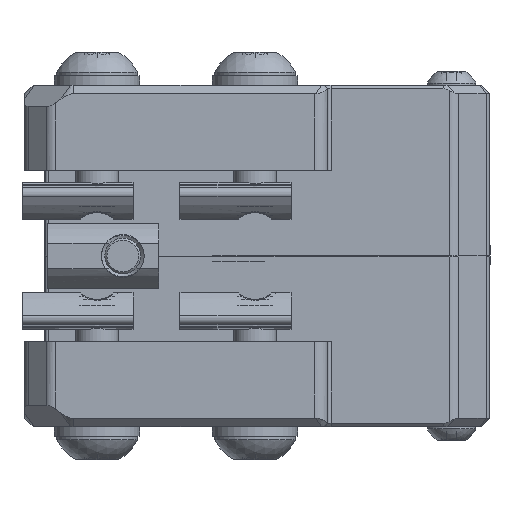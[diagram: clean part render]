
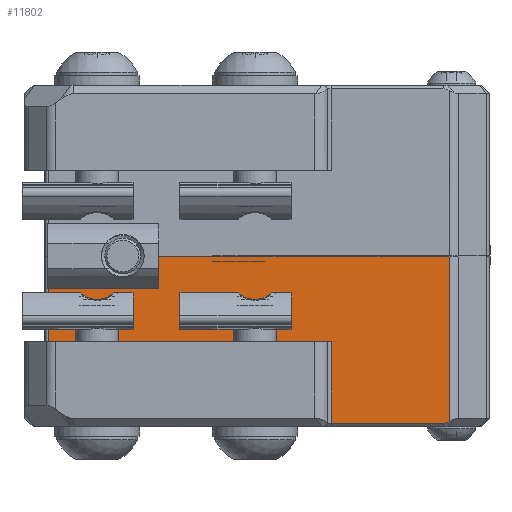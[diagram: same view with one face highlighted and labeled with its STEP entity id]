
A CAD part, left-side view. The second image highlights one B-rep face of the part: STEP entity #11802.
In plain terms, the highlighted planar face has unit normal (-1, 0, 0).
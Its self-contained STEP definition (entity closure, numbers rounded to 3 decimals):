
#765=PLANE('',#12701);
#993=FACE_OUTER_BOUND('',#1711,.T.);
#1711=EDGE_LOOP('',(#7977,#7978,#7979,#7980,#7981,#7982,#7983,#7984,#7985,
#7986,#7987,#7988));
#2490=B_SPLINE_CURVE_WITH_KNOTS('',3,(#17974,#17975,#17976,#17977,#17978,
#17979,#17980,#17981,#17982,#17983,#17984,#17985,#17986,#17987,#17988,#17989,
#17990,#17991,#17992,#17993,#17994,#17995,#17996,#17997,#17998,#17999,#18000,
#18001,#18002,#18003,#18004,#18005,#18006,#18007,#18008,#18009,#18010),
 .UNSPECIFIED.,.F.,.F.,(4,3,3,3,3,3,3,3,3,3,3,3,4),(0.069,
0.085,0.089,0.091,0.107,
0.123,0.138,0.152,0.153,
0.17,0.186,0.201,0.207),
 .UNSPECIFIED.);
#2747=LINE('',#17875,#3526);
#2748=LINE('',#17877,#3527);
#2749=LINE('',#17879,#3528);
#2760=LINE('',#17962,#3539);
#2761=LINE('',#17964,#3540);
#2762=LINE('',#17966,#3541);
#2763=LINE('',#17968,#3542);
#2764=LINE('',#17970,#3543);
#2765=LINE('',#17972,#3544);
#2766=LINE('',#18011,#3545);
#3526=VECTOR('',#14163,10.);
#3527=VECTOR('',#14164,10.);
#3528=VECTOR('',#14165,10.);
#3539=VECTOR('',#14220,10.);
#3540=VECTOR('',#14221,10.);
#3541=VECTOR('',#14222,10.);
#3542=VECTOR('',#14223,10.);
#3543=VECTOR('',#14224,10.);
#3544=VECTOR('',#14225,10.);
#3545=VECTOR('',#14226,10.);
#4316=CIRCLE('',#12702,2.6);
#4980=VERTEX_POINT('',#17872);
#4981=VERTEX_POINT('',#17874);
#4982=VERTEX_POINT('',#17876);
#4983=VERTEX_POINT('',#17878);
#5007=VERTEX_POINT('',#17959);
#5008=VERTEX_POINT('',#17961);
#5009=VERTEX_POINT('',#17963);
#5010=VERTEX_POINT('',#17965);
#5011=VERTEX_POINT('',#17967);
#5012=VERTEX_POINT('',#17969);
#5013=VERTEX_POINT('',#17971);
#5014=VERTEX_POINT('',#17973);
#6129=EDGE_CURVE('',#4981,#4980,#2747,.T.);
#6130=EDGE_CURVE('',#4982,#4981,#2748,.T.);
#6131=EDGE_CURVE('',#4982,#4983,#2749,.T.);
#6160=EDGE_CURVE('',#4980,#5007,#4316,.F.);
#6161=EDGE_CURVE('',#5007,#5008,#2760,.T.);
#6162=EDGE_CURVE('',#5009,#5008,#2761,.T.);
#6163=EDGE_CURVE('',#5009,#5010,#2762,.T.);
#6164=EDGE_CURVE('',#5011,#5010,#2763,.T.);
#6165=EDGE_CURVE('',#5012,#5011,#2764,.T.);
#6166=EDGE_CURVE('',#5013,#5012,#2765,.T.);
#6167=EDGE_CURVE('',#5014,#5013,#2490,.T.);
#6168=EDGE_CURVE('',#4983,#5014,#2766,.T.);
#7977=ORIENTED_EDGE('',*,*,#6129,.T.);
#7978=ORIENTED_EDGE('',*,*,#6160,.T.);
#7979=ORIENTED_EDGE('',*,*,#6161,.T.);
#7980=ORIENTED_EDGE('',*,*,#6162,.F.);
#7981=ORIENTED_EDGE('',*,*,#6163,.T.);
#7982=ORIENTED_EDGE('',*,*,#6164,.F.);
#7983=ORIENTED_EDGE('',*,*,#6165,.F.);
#7984=ORIENTED_EDGE('',*,*,#6166,.F.);
#7985=ORIENTED_EDGE('',*,*,#6167,.F.);
#7986=ORIENTED_EDGE('',*,*,#6168,.F.);
#7987=ORIENTED_EDGE('',*,*,#6131,.F.);
#7988=ORIENTED_EDGE('',*,*,#6130,.T.);
#11802=ADVANCED_FACE('',(#993),#765,.F.);
#12701=AXIS2_PLACEMENT_3D('',#17958,#14216,#14217);
#12702=AXIS2_PLACEMENT_3D('',#17960,#14218,#14219);
#14163=DIRECTION('',(0.,-1.,0.));
#14164=DIRECTION('',(0.,-1.,0.));
#14165=DIRECTION('',(0.,1.,0.));
#14216=DIRECTION('center_axis',(1.,0.,0.));
#14217=DIRECTION('ref_axis',(0.,1.,0.));
#14218=DIRECTION('center_axis',(-1.,0.,0.));
#14219=DIRECTION('ref_axis',(0.,1.,0.));
#14220=DIRECTION('',(0.,-1.,0.));
#14221=DIRECTION('',(0.,0.,-1.));
#14222=DIRECTION('',(0.,1.,0.));
#14223=DIRECTION('',(0.,-1.,0.));
#14224=DIRECTION('',(0.,0.,-1.));
#14225=DIRECTION('',(0.,-1.,0.));
#14226=DIRECTION('',(0.,0.,1.));
#17872=CARTESIAN_POINT('',(98.,-48.61,40.8));
#17874=CARTESIAN_POINT('',(98.,-33.741,40.8));
#17875=CARTESIAN_POINT('',(98.,-51.209,40.8));
#17876=CARTESIAN_POINT('',(98.,-27.21,40.8));
#17877=CARTESIAN_POINT('',(98.,-27.21,40.8));
#17878=CARTESIAN_POINT('',(98.,-12.967,40.8));
#17879=CARTESIAN_POINT('',(98.,-33.31,40.8));
#17958=CARTESIAN_POINT('Origin',(98.,-67.21,40.8));
#17959=CARTESIAN_POINT('',(98.,-53.81,40.8));
#17960=CARTESIAN_POINT('Origin',(98.,-51.21,40.8));
#17961=CARTESIAN_POINT('',(98.,-59.921,40.8));
#17962=CARTESIAN_POINT('',(98.,-51.209,40.8));
#17963=CARTESIAN_POINT('',(98.,-59.921,50.8));
#17964=CARTESIAN_POINT('',(98.,-59.921,51.8));
#17965=CARTESIAN_POINT('',(98.,-36.81,50.8));
#17966=CARTESIAN_POINT('',(98.,-58.01,50.8));
#17967=CARTESIAN_POINT('',(98.,-26.81,50.8));
#17968=CARTESIAN_POINT('',(98.,-38.01,50.8));
#17969=CARTESIAN_POINT('',(98.,-26.81,60.4));
#17970=CARTESIAN_POINT('',(98.,-26.81,33.3));
#17971=CARTESIAN_POINT('',(98.,-13.718,60.4));
#17972=CARTESIAN_POINT('',(98.,-52.21,60.4));
#17973=CARTESIAN_POINT('',(98.,-12.967,60.18));
#17974=CARTESIAN_POINT('Ctrl Pts',(98.,-12.968,60.18));
#17975=CARTESIAN_POINT('Ctrl Pts',(98.,-13.002,60.198));
#17976=CARTESIAN_POINT('Ctrl Pts',(98.,-13.034,60.215));
#17977=CARTESIAN_POINT('Ctrl Pts',(98.,-13.066,60.231));
#17978=CARTESIAN_POINT('Ctrl Pts',(98.,-13.074,60.234));
#17979=CARTESIAN_POINT('Ctrl Pts',(98.,-13.082,60.238));
#17980=CARTESIAN_POINT('Ctrl Pts',(98.,-13.09,60.242));
#17981=CARTESIAN_POINT('Ctrl Pts',(98.,-13.093,60.244));
#17982=CARTESIAN_POINT('Ctrl Pts',(98.,-13.096,60.245));
#17983=CARTESIAN_POINT('Ctrl Pts',(98.,-13.1,60.247));
#17984=CARTESIAN_POINT('Ctrl Pts',(98.,-13.131,60.262));
#17985=CARTESIAN_POINT('Ctrl Pts',(98.,-13.162,60.275));
#17986=CARTESIAN_POINT('Ctrl Pts',(98.,-13.192,60.288));
#17987=CARTESIAN_POINT('Ctrl Pts',(98.,-13.221,60.3));
#17988=CARTESIAN_POINT('Ctrl Pts',(98.,-13.25,60.312));
#17989=CARTESIAN_POINT('Ctrl Pts',(98.,-13.279,60.322));
#17990=CARTESIAN_POINT('Ctrl Pts',(98.,-13.306,60.331));
#17991=CARTESIAN_POINT('Ctrl Pts',(98.,-13.332,60.34));
#17992=CARTESIAN_POINT('Ctrl Pts',(98.,-13.359,60.348));
#17993=CARTESIAN_POINT('Ctrl Pts',(98.,-13.383,60.355));
#17994=CARTESIAN_POINT('Ctrl Pts',(98.,-13.406,60.361));
#17995=CARTESIAN_POINT('Ctrl Pts',(98.,-13.43,60.367));
#17996=CARTESIAN_POINT('Ctrl Pts',(98.,-13.431,60.367));
#17997=CARTESIAN_POINT('Ctrl Pts',(98.,-13.433,60.367));
#17998=CARTESIAN_POINT('Ctrl Pts',(98.,-13.434,60.368));
#17999=CARTESIAN_POINT('Ctrl Pts',(98.,-13.464,60.375));
#18000=CARTESIAN_POINT('Ctrl Pts',(98.,-13.494,60.381));
#18001=CARTESIAN_POINT('Ctrl Pts',(98.,-13.524,60.385));
#18002=CARTESIAN_POINT('Ctrl Pts',(98.,-13.552,60.39));
#18003=CARTESIAN_POINT('Ctrl Pts',(98.,-13.58,60.393));
#18004=CARTESIAN_POINT('Ctrl Pts',(98.,-13.608,60.395));
#18005=CARTESIAN_POINT('Ctrl Pts',(98.,-13.634,60.398));
#18006=CARTESIAN_POINT('Ctrl Pts',(98.,-13.661,60.399));
#18007=CARTESIAN_POINT('Ctrl Pts',(98.,-13.687,60.4));
#18008=CARTESIAN_POINT('Ctrl Pts',(98.,-13.698,60.4));
#18009=CARTESIAN_POINT('Ctrl Pts',(98.,-13.708,60.4));
#18010=CARTESIAN_POINT('Ctrl Pts',(98.,-13.718,60.4));
#18011=CARTESIAN_POINT('',(98.,-12.967,55.3));
